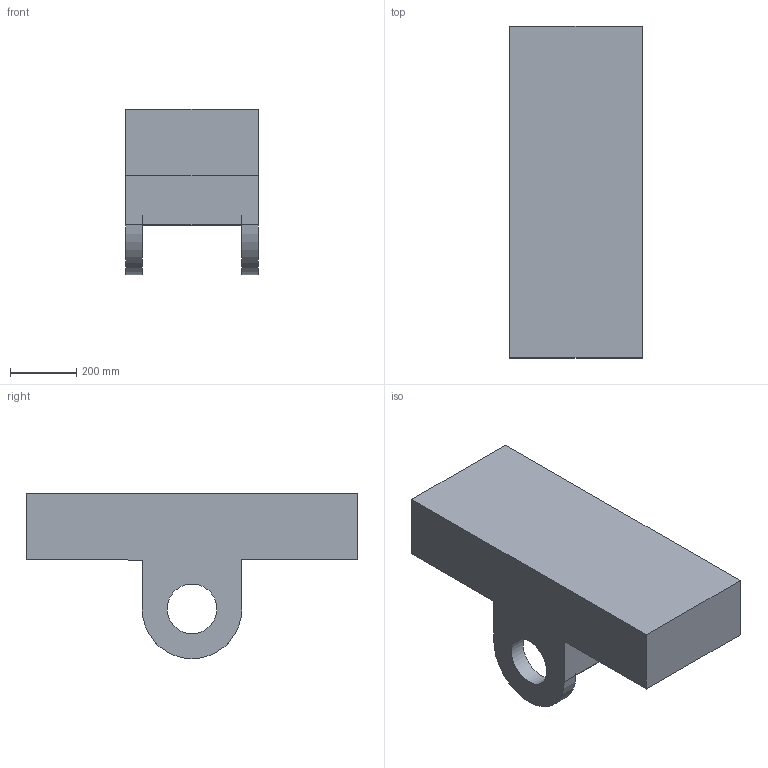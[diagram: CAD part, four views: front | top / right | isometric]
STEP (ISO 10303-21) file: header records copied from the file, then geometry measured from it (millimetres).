
FILE_DESCRIPTION(/* description */ (''),/* implementation_level */ '2;1');
FILE_NAME(/* name */ 'Basis v1_ipt_9d7ebcc7.STEP',/* time_stamp */ '2022-05-07T12:51:40+02:00',/* author */ ('Administrator'),/* organization */ (''),/* preprocessor_version */ 'ST-DEVELOPER v18.1',/* originating_system */ 'Autodesk Inventor 2021',/* authorisation */ '');
FILE_SCHEMA (('AUTOMOTIVE_DESIGN { 1 0 10303 214 3 1 1 }'));
Length unit declared in the file: millimetre
Products named in the file (1): Basis
Bounding box: 400 x 1000 x 498.35 mm (x, y, z)
Volume: 89118322 mm3; surface area: 1824138.4 mm2
Topology: 1 solids, 1 shells, 15 faces, 36 edges, 24 vertices
Faces by surface type: plane 11, cylinder 4
Full cylindrical faces by diameter (mm): 150 x2
Entity records: 498 total; most frequent: DIRECTION 78, CARTESIAN_POINT 76, ORIENTED_EDGE 72, EDGE_CURVE 36, LINE 26, VECTOR 26, AXIS2_PLACEMENT_3D 26, VERTEX_POINT 24
